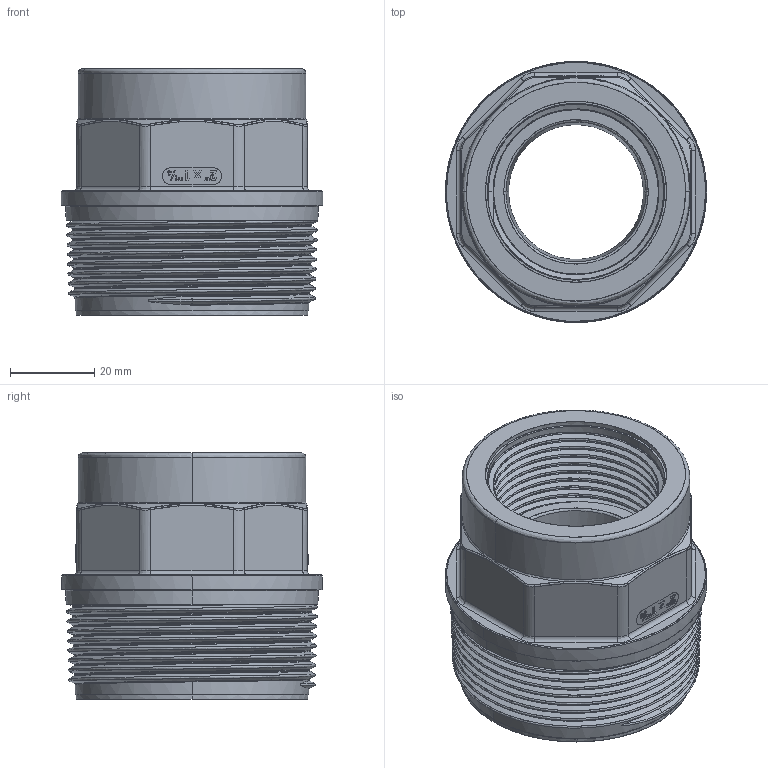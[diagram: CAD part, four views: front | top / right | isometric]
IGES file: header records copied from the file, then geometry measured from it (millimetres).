
Start section: SolidWorks IGES file using NURBS representation for surfaces
Global section: file name: 01 01 1006 017.IGS; native system: SolidWorks 2016; preprocessor: SolidWorks 2016; author: Fabio; date: 160912.113604; units: millimetre
Bounding box: 62 x 62 x 58.5 mm (x, y, z)
Surface area: 25491.2 mm2 (no closed solid volume)
Topology: 0 solids, 0 shells, 298 faces, 4573 edges, 4573 vertices
Faces by surface type: bspline 298
